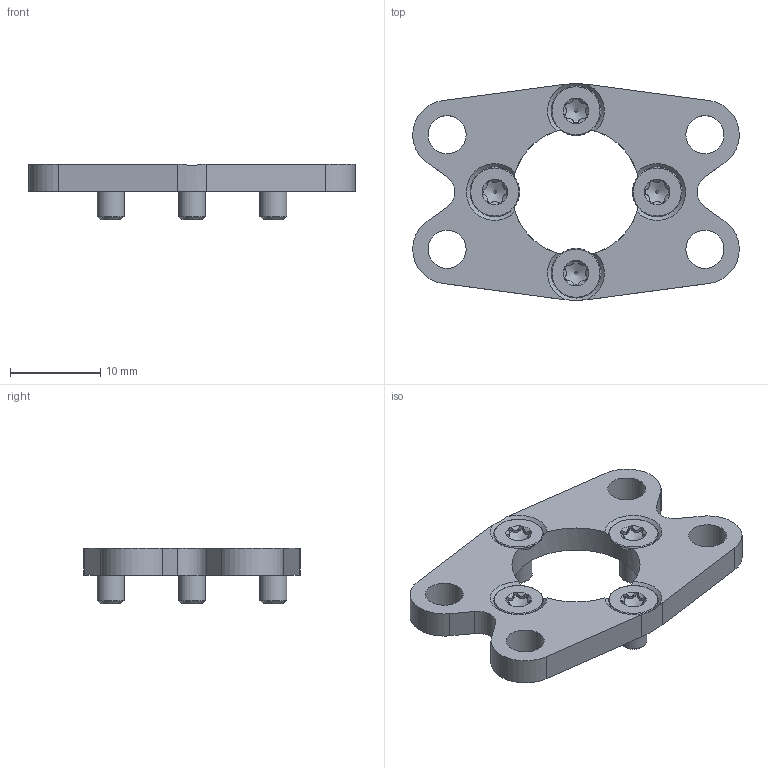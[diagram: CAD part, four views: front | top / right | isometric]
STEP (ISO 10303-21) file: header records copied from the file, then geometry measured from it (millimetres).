
FILE_DESCRIPTION(/* description */ (''),/* implementation_level */ '2;1');
FILE_NAME(/* name */ 'DartBox Pro CF Mount Plates v7.step',/* time_stamp */ '2024-05-05T06:39:31-04:00',/* author */ (''),/* organization */ (''),/* preprocessor_version */ 'ST-DEVELOPER v20',/* originating_system */ 'Autodesk Translation Framework v12.20.1.177',/* authorisation */ '');
FILE_SCHEMA (('AUTOMOTIVE_DESIGN { 1 0 10303 214 3 1 1 }'));
Length unit declared in the file: millimetre
Products named in the file (3): DartBox Pro Mount Plates; FaceMount Plate; 90236A119_NO THREADS_Zinc-Plated Steel Torx Flat Head Screws
Assembly tree (5 placements, depth 2):
  DartBox Pro Mount Plates
    FaceMount Plate
    90236A119_NO THREADS_Zinc-Plated Steel Torx Flat Head Screws  x4
Bounding box: 36.17 x 23.99 x 6.18 mm (x, y, z)
Volume: 1582.4 mm3; surface area: 2081.4 mm2
Topology: 5 solids, 5 shells, 160 faces, 440 edges, 289 vertices
Faces by surface type: cylinder 45, cone 40, torus 28, bspline 24, plane 23
Full cylindrical faces by diameter (mm): 3 x4, 3.2 x4, 4.216 x4, 14.2 x1
Entity records: 2835 total; most frequent: CARTESIAN_POINT 1069, ORIENTED_EDGE 370, DIRECTION 329, EDGE_CURVE 185, AXIS2_PLACEMENT_3D 134, VERTEX_POINT 121, EDGE_LOOP 78, CIRCLE 68
